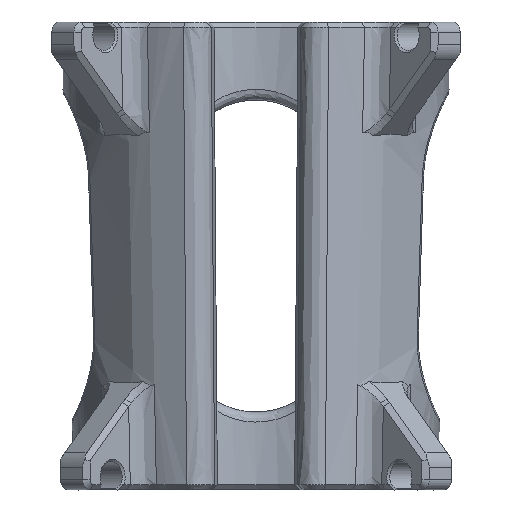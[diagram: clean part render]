
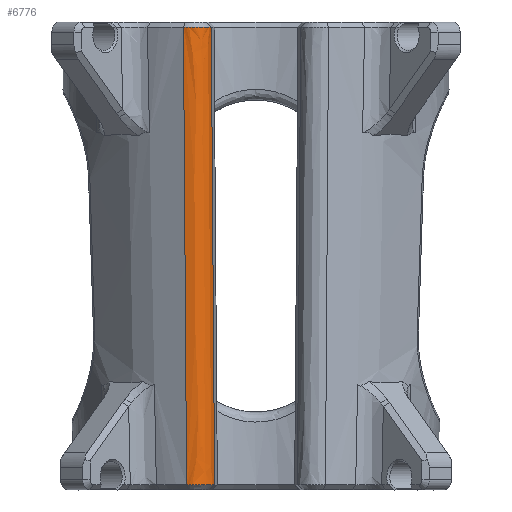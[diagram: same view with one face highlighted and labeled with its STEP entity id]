
A CAD part, front view. The second image highlights one B-rep face of the part: STEP entity #6776.
In plain terms, the highlighted free-form (B-spline) face has degree [3, 3] with [6, 4] control points.
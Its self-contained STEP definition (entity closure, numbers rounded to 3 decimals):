
#1453=FACE_OUTER_BOUND('',#1848,.T.);
#1848=EDGE_LOOP('',(#6147,#6148,#6149,#6150,#6151,#6152));
#1900=B_SPLINE_CURVE_WITH_KNOTS('',3,(#9005,#9006,#9007,#9008),
 .UNSPECIFIED.,.F.,.F.,(4,4),(0.245,4.646),
 .UNSPECIFIED.);
#2240=B_SPLINE_CURVE_WITH_KNOTS('',3,(#13540,#13541,#13542,#13543,#13544),
 .UNSPECIFIED.,.F.,.F.,(4,1,4),(-0.34,-0.146,0.),
 .UNSPECIFIED.);
#2289=B_SPLINE_CURVE_WITH_KNOTS('',3,(#15049,#15050,#15051,#15052,#15053,
#15054,#15055),.UNSPECIFIED.,.F.,.F.,(4,2,1,4),(-0.339,-0.235,
-0.117,0.),.UNSPECIFIED.);
#2292=B_SPLINE_CURVE_WITH_KNOTS('',3,(#15142,#15143,#15144,#15145),
 .UNSPECIFIED.,.F.,.F.,(4,4),(5.64,5.64),
 .UNSPECIFIED.);
#2293=B_SPLINE_CURVE_WITH_KNOTS('',3,(#15162,#15163,#15164,#15165),
 .UNSPECIFIED.,.F.,.F.,(4,4),(-0.288,-0.287),
 .UNSPECIFIED.);
#2326=B_SPLINE_CURVE_WITH_KNOTS('',3,(#16086,#16087,#16088,#16089),
 .UNSPECIFIED.,.F.,.F.,(4,4),(-4.652,-0.25),
 .UNSPECIFIED.);
#2489=VERTEX_POINT('',#8999);
#2490=VERTEX_POINT('',#9004);
#3031=VERTEX_POINT('',#13538);
#3077=VERTEX_POINT('',#15013);
#3079=VERTEX_POINT('',#15046);
#3080=VERTEX_POINT('',#15048);
#3155=EDGE_CURVE('',#2490,#2489,#1900,.T.);
#3926=EDGE_CURVE('',#3031,#2489,#2240,.T.);
#4069=EDGE_CURVE('',#3079,#3080,#2289,.T.);
#4078=EDGE_CURVE('',#2490,#3079,#2292,.T.);
#4079=EDGE_CURVE('',#3080,#3077,#2293,.T.);
#4133=EDGE_CURVE('',#3031,#3077,#2326,.T.);
#6147=ORIENTED_EDGE('',*,*,#3926,.F.);
#6148=ORIENTED_EDGE('',*,*,#4133,.T.);
#6149=ORIENTED_EDGE('',*,*,#4079,.F.);
#6150=ORIENTED_EDGE('',*,*,#4069,.F.);
#6151=ORIENTED_EDGE('',*,*,#4078,.F.);
#6152=ORIENTED_EDGE('',*,*,#3155,.T.);
#6394=B_SPLINE_SURFACE_WITH_KNOTS('',3,3,((#16062,#16063,#16064,#16065),
(#16066,#16067,#16068,#16069),(#16070,#16071,#16072,#16073),(#16074,#16075,
#16076,#16077),(#16078,#16079,#16080,#16081),(#16082,#16083,#16084,#16085)),
 .UNSPECIFIED.,.F.,.F.,.F.,(4,1,1,4),(4,4),(0.,0.286,0.571,
1.),(0.244,4.652),.UNSPECIFIED.);
#6776=ADVANCED_FACE('',(#1453),#6394,.F.);
#8999=CARTESIAN_POINT('',(-6.676,-16.192,0.5));
#9004=CARTESIAN_POINT('',(-6.977,-17.389,44.5));
#9005=CARTESIAN_POINT('Ctrl Pts',(-6.977,-17.389,44.5));
#9006=CARTESIAN_POINT('Ctrl Pts',(-6.876,-16.99,29.833));
#9007=CARTESIAN_POINT('Ctrl Pts',(-6.776,-16.591,15.167));
#9008=CARTESIAN_POINT('Ctrl Pts',(-6.676,-16.192,0.5));
#13538=CARTESIAN_POINT('',(-3.982,-14.859,0.5));
#13540=CARTESIAN_POINT('Ctrl Pts',(-3.982,-14.859,0.5));
#13541=CARTESIAN_POINT('Ctrl Pts',(-4.149,-15.484,
0.5));
#13542=CARTESIAN_POINT('Ctrl Pts',(-5.01,-16.409,
0.5));
#13543=CARTESIAN_POINT('Ctrl Pts',(-6.225,-16.378,
0.5));
#13544=CARTESIAN_POINT('Ctrl Pts',(-6.676,-16.192,
0.5));
#15013=CARTESIAN_POINT('',(-4.3,-16.049,44.5));
#15046=CARTESIAN_POINT('',(-6.975,-17.389,44.5));
#15048=CARTESIAN_POINT('',(-4.304,-16.063,44.5));
#15049=CARTESIAN_POINT('Ctrl Pts',(-6.975,-17.389,
44.5));
#15050=CARTESIAN_POINT('Ctrl Pts',(-6.654,-17.518,
44.5));
#15051=CARTESIAN_POINT('Ctrl Pts',(-6.301,-17.561,44.5));
#15052=CARTESIAN_POINT('Ctrl Pts',(-5.574,-17.461,
44.5));
#15053=CARTESIAN_POINT('Ctrl Pts',(-4.84,-17.124,
44.5));
#15054=CARTESIAN_POINT('Ctrl Pts',(-4.408,-16.44,
44.5));
#15055=CARTESIAN_POINT('Ctrl Pts',(-4.304,-16.063,
44.5));
#15142=CARTESIAN_POINT('Ctrl Pts',(-6.977,-17.389,
44.5));
#15143=CARTESIAN_POINT('Ctrl Pts',(-6.977,-17.389,
44.5));
#15144=CARTESIAN_POINT('Ctrl Pts',(-6.976,-17.389,
44.5));
#15145=CARTESIAN_POINT('Ctrl Pts',(-6.975,-17.389,
44.5));
#15162=CARTESIAN_POINT('Ctrl Pts',(-4.304,-16.063,
44.5));
#15163=CARTESIAN_POINT('Ctrl Pts',(-4.303,-16.058,
44.5));
#15164=CARTESIAN_POINT('Ctrl Pts',(-4.302,-16.054,
44.5));
#15165=CARTESIAN_POINT('Ctrl Pts',(-4.3,-16.049,
44.5));
#16062=CARTESIAN_POINT('Ctrl Pts',(-6.977,-17.389,44.501));
#16063=CARTESIAN_POINT('Ctrl Pts',(-6.876,-16.99,
29.816));
#16064=CARTESIAN_POINT('Ctrl Pts',(-6.776,-16.59,
15.13));
#16065=CARTESIAN_POINT('Ctrl Pts',(-6.676,-16.19,0.444));
#16066=CARTESIAN_POINT('Ctrl Pts',(-6.678,-17.508,44.5));
#16067=CARTESIAN_POINT('Ctrl Pts',(-6.577,-17.11,
29.815));
#16068=CARTESIAN_POINT('Ctrl Pts',(-6.476,-16.712,15.129));
#16069=CARTESIAN_POINT('Ctrl Pts',(-6.376,-16.314,
0.443));
#16070=CARTESIAN_POINT('Ctrl Pts',(-6.023,-17.601,44.503));
#16071=CARTESIAN_POINT('Ctrl Pts',(-5.921,-17.204,29.817));
#16072=CARTESIAN_POINT('Ctrl Pts',(-5.819,-16.808,
15.131));
#16073=CARTESIAN_POINT('Ctrl Pts',(-5.717,-16.411,
0.445));
#16074=CARTESIAN_POINT('Ctrl Pts',(-4.928,-17.211,
44.521));
#16075=CARTESIAN_POINT('Ctrl Pts',(-4.824,-16.816,
29.835));
#16076=CARTESIAN_POINT('Ctrl Pts',(-4.719,-16.421,
15.15));
#16077=CARTESIAN_POINT('Ctrl Pts',(-4.614,-16.026,
0.464));
#16078=CARTESIAN_POINT('Ctrl Pts',(-4.426,-16.517,
44.543));
#16079=CARTESIAN_POINT('Ctrl Pts',(-4.32,-16.121,
29.858));
#16080=CARTESIAN_POINT('Ctrl Pts',(-4.213,-15.725,
15.172));
#16081=CARTESIAN_POINT('Ctrl Pts',(-4.107,-15.328,0.486));
#16082=CARTESIAN_POINT('Ctrl Pts',(-4.301,-16.051,
44.557));
#16083=CARTESIAN_POINT('Ctrl Pts',(-4.194,-15.654,29.871));
#16084=CARTESIAN_POINT('Ctrl Pts',(-4.088,-15.257,
15.186));
#16085=CARTESIAN_POINT('Ctrl Pts',(-3.982,-14.859,0.5));
#16086=CARTESIAN_POINT('Ctrl Pts',(-3.982,-14.859,0.5));
#16087=CARTESIAN_POINT('Ctrl Pts',(-4.088,-15.256,
15.167));
#16088=CARTESIAN_POINT('Ctrl Pts',(-4.194,-15.653,
29.833));
#16089=CARTESIAN_POINT('Ctrl Pts',(-4.3,-16.049,
44.5));
